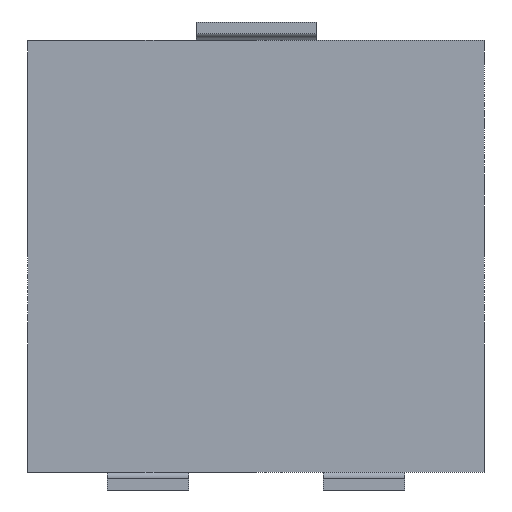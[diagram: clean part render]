
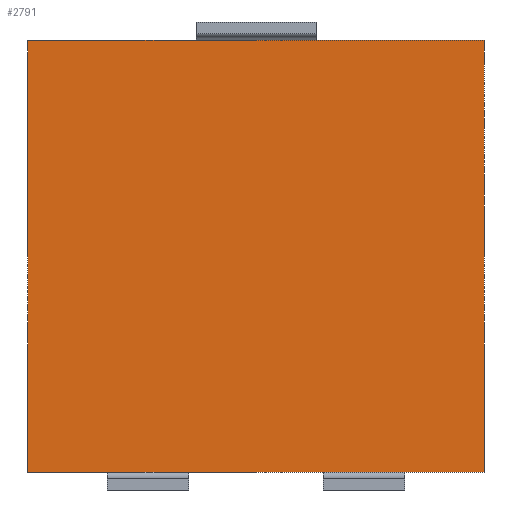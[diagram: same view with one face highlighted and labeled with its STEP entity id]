
A CAD part, front view. The second image highlights one B-rep face of the part: STEP entity #2791.
In plain terms, the highlighted planar face has unit normal (0, -1, 0).
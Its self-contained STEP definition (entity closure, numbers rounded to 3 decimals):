
#1166=DIRECTION('',(0.,0.,1.));
#1167=VECTOR('',#1166,4.572);
#1168=CARTESIAN_POINT('',(3.607,-1.118,-3.81));
#1169=LINE('',#1168,#1167);
#1173=DIRECTION('',(1.,0.,0.));
#1174=VECTOR('',#1173,4.826);
#1175=CARTESIAN_POINT('',(-1.219,-1.118,-3.81));
#1176=LINE('',#1175,#1174);
#1180=DIRECTION('',(0.,0.,-1.));
#1181=VECTOR('',#1180,4.572);
#1182=CARTESIAN_POINT('',(-1.219,-1.118,0.762));
#1183=LINE('',#1182,#1181);
#1187=DIRECTION('',(-1.,0.,0.));
#1188=VECTOR('',#1187,4.826);
#1189=CARTESIAN_POINT('',(3.607,-1.118,0.762));
#1190=LINE('',#1189,#1188);
#1700=CARTESIAN_POINT('',(3.607,-1.118,-3.81));
#1701=CARTESIAN_POINT('',(3.607,-1.118,0.762));
#1702=VERTEX_POINT('',#1700);
#1703=VERTEX_POINT('',#1701);
#1704=CARTESIAN_POINT('',(-1.219,-1.118,0.762));
#1705=VERTEX_POINT('',#1704);
#1706=CARTESIAN_POINT('',(-1.219,-1.118,-3.81));
#1707=VERTEX_POINT('',#1706);
#2779=CARTESIAN_POINT('',(1.499,-1.118,-1.524));
#2780=DIRECTION('',(0.,-1.,0.));
#2781=DIRECTION('',(-1.,0.,0.));
#2782=AXIS2_PLACEMENT_3D('',#2779,#2780,#2781);
#2783=PLANE('',#2782);
#2784=ORIENTED_EDGE('',*,*,#2706,.F.);
#2786=ORIENTED_EDGE('',*,*,#2785,.F.);
#2787=ORIENTED_EDGE('',*,*,#2739,.F.);
#2788=ORIENTED_EDGE('',*,*,#2767,.F.);
#2789=EDGE_LOOP('',(#2784,#2786,#2787,#2788));
#2790=FACE_OUTER_BOUND('',#2789,.F.);
#2706=EDGE_CURVE('',#1702,#1703,#1169,.T.);
#2739=EDGE_CURVE('',#1705,#1707,#1183,.T.);
#2767=EDGE_CURVE('',#1703,#1705,#1190,.T.);
#2785=EDGE_CURVE('',#1707,#1702,#1176,.T.);
#2791=ADVANCED_FACE('',(#2790),#2783,.T.);
